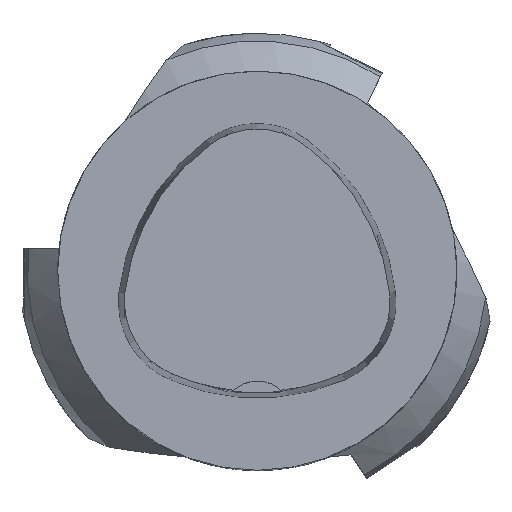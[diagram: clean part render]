
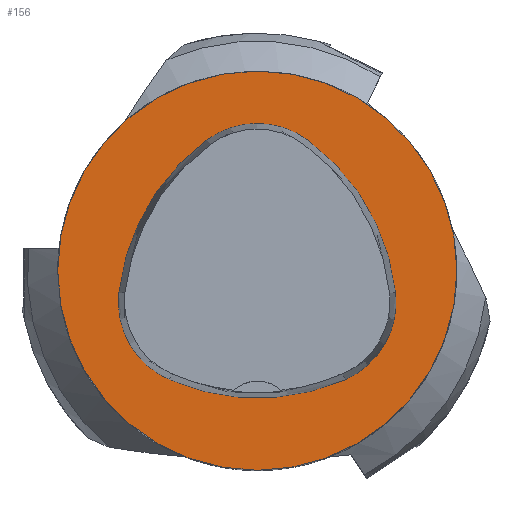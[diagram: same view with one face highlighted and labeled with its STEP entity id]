
A CAD part, top view. The second image highlights one B-rep face of the part: STEP entity #156.
In plain terms, the highlighted planar face has unit normal (0, 0, 1).
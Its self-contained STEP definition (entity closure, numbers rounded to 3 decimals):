
#36=PLANE('',#1045);
#156=ADVANCED_FACE('',(#243,#244),#36,.T.);
#208=CIRCLE('',#1011,40.);
#212=CIRCLE('',#1023,44.);
#214=CIRCLE('',#1026,17.);
#216=CIRCLE('',#1029,44.);
#218=CIRCLE('',#1032,17.);
#222=CIRCLE('',#1037,44.);
#224=CIRCLE('',#1040,17.);
#243=FACE_BOUND('',#264,.T.);
#244=FACE_BOUND('',#265,.T.);
#264=EDGE_LOOP('',(#397,#398,#399,#400,#401,#402));
#265=EDGE_LOOP('',(#403));
#397=ORIENTED_EDGE('',*,*,#737,.T.);
#398=ORIENTED_EDGE('',*,*,#717,.T.);
#399=ORIENTED_EDGE('',*,*,#721,.T.);
#400=ORIENTED_EDGE('',*,*,#724,.T.);
#401=ORIENTED_EDGE('',*,*,#727,.T.);
#402=ORIENTED_EDGE('',*,*,#735,.T.);
#403=ORIENTED_EDGE('',*,*,#701,.F.);
#611=VERTEX_POINT('',#1430);
#627=VERTEX_POINT('',#1463);
#628=VERTEX_POINT('',#1464);
#631=VERTEX_POINT('',#1472);
#633=VERTEX_POINT('',#1478);
#635=VERTEX_POINT('',#1484);
#642=VERTEX_POINT('',#1505);
#701=EDGE_CURVE('',#611,#611,#208,.T.);
#717=EDGE_CURVE('',#627,#628,#212,.T.);
#721=EDGE_CURVE('',#628,#631,#214,.T.);
#724=EDGE_CURVE('',#631,#633,#216,.T.);
#727=EDGE_CURVE('',#633,#635,#218,.T.);
#735=EDGE_CURVE('',#635,#642,#222,.T.);
#737=EDGE_CURVE('',#642,#627,#224,.T.);
#1011=AXIS2_PLACEMENT_3D('',#1429,#1137,#1138);
#1023=AXIS2_PLACEMENT_3D('',#1462,#1166,#1167);
#1026=AXIS2_PLACEMENT_3D('',#1471,#1174,#1175);
#1029=AXIS2_PLACEMENT_3D('',#1477,#1181,#1182);
#1032=AXIS2_PLACEMENT_3D('',#1483,#1188,#1189);
#1037=AXIS2_PLACEMENT_3D('',#1506,#1200,#1201);
#1040=AXIS2_PLACEMENT_3D('',#1509,#1206,#1207);
#1045=AXIS2_PLACEMENT_3D('',#1514,#1216,#1217);
#1137=DIRECTION('',(0.,0.,-1.));
#1138=DIRECTION('',(-1.,0.,0.));
#1166=DIRECTION('',(0.,0.,-1.));
#1167=DIRECTION('',(-1.,0.,0.));
#1174=DIRECTION('',(0.,0.,-1.));
#1175=DIRECTION('',(-1.,0.,0.));
#1181=DIRECTION('',(0.,0.,-1.));
#1182=DIRECTION('',(-1.,0.,0.));
#1188=DIRECTION('',(0.,0.,-1.));
#1189=DIRECTION('',(-1.,0.,0.));
#1200=DIRECTION('',(0.,0.,-1.));
#1201=DIRECTION('',(-1.,0.,0.));
#1206=DIRECTION('',(0.,0.,-1.));
#1207=DIRECTION('',(-1.,0.,0.));
#1216=DIRECTION('',(0.,0.,1.));
#1217=DIRECTION('',(1.,0.,0.));
#1429=CARTESIAN_POINT('',(0.,0.,0.));
#1430=CARTESIAN_POINT('',(-40.,0.,0.));
#1462=CARTESIAN_POINT('',(16.01,-9.224,0.));
#1463=CARTESIAN_POINT('',(-27.722,-4.378,0.));
#1464=CARTESIAN_POINT('',(-10.119,26.178,0.));
#1471=CARTESIAN_POINT('',(-0.023,12.5,0.));
#1472=CARTESIAN_POINT('',(10.049,26.194,0.));
#1477=CARTESIAN_POINT('',(-16.021,-9.25,0.));
#1478=CARTESIAN_POINT('',(27.71,-4.394,0.));
#1483=CARTESIAN_POINT('',(10.814,-6.27,0.));
#1484=CARTESIAN_POINT('',(17.611,-21.852,0.));
#1505=CARTESIAN_POINT('',(-17.652,-21.819,0.));
#1506=CARTESIAN_POINT('',(0.017,18.477,0.));
#1509=CARTESIAN_POINT('',(-10.825,-6.25,0.));
#1514=CARTESIAN_POINT('',(0.,0.,0.));
